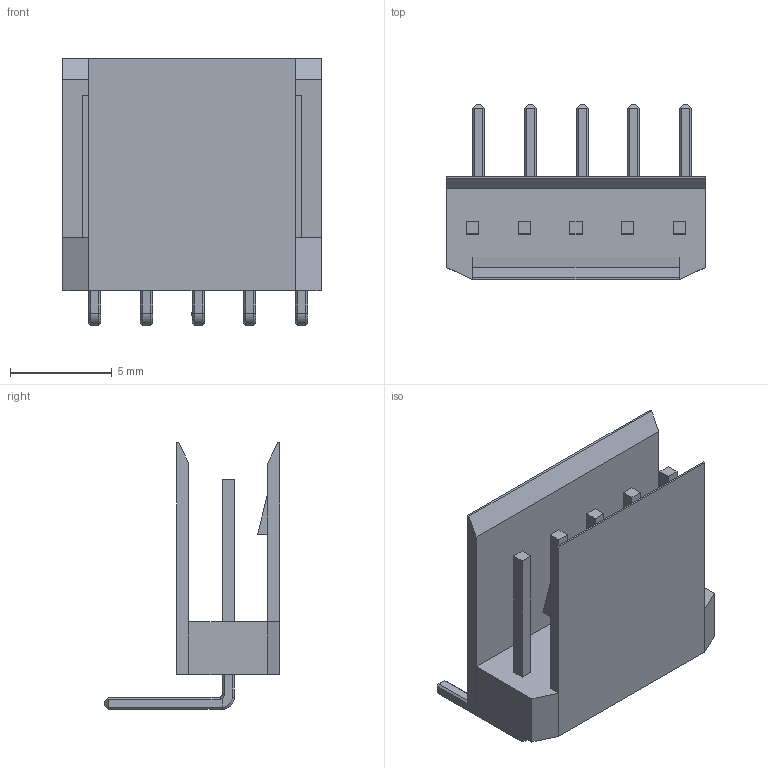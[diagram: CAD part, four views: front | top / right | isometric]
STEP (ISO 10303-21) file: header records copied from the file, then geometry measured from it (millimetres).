
FILE_DESCRIPTION(('FreeCAD Model'),'2;1');
FILE_NAME('Open CASCADE Shape Model','2022-07-23T20:06:38',('Author'),( ''),'Open CASCADE STEP processor 7.5','FreeCAD','Unknown');
FILE_SCHEMA(('AUTOMOTIVE_DESIGN { 1 0 10303 214 1 1 1 1 }'));
Length unit declared in the file: millimetre
Products named in the file (1): Body
Bounding box: 12.7 x 8.64 x 13.1 mm (x, y, z)
Volume: 310.8 mm3; surface area: 800.3 mm2
Topology: 1 solids, 1 shells, 228 faces, 554 edges, 338 vertices
Faces by surface type: plane 188, cone 20, cylinder 10, bspline 10
Entity records: 13866 total; most frequent: CARTESIAN_POINT 2625, DIRECTION 2060, LINE 1532, VECTOR 1532, ORIENTED_EDGE 1108, PCURVE 1108, DEFINITIONAL_REPRESENTATION 1108, EDGE_CURVE 554
